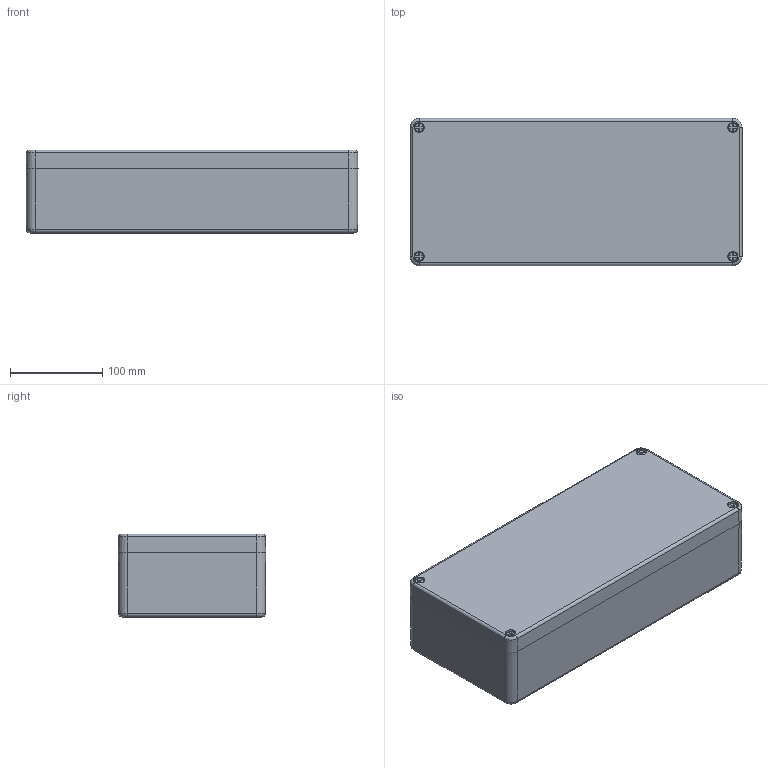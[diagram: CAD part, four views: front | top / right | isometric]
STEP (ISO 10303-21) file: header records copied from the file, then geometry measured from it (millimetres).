
FILE_DESCRIPTION( ( 'STEP AP203' ), ' ' );
FILE_NAME( 'CONTA-CLIP 4028.1.stp', '2018-02-07T15:21:52', ( '' ), ( '' ), ' ', 'PARTsolutions', ' ' );
FILE_SCHEMA( ( 'CONFIG_CONTROL_DESIGN' ) );
Length unit declared in the file: millimetre
Products named in the file (4): CONTA-CLIP 4028.1; _CONTA-CLIP 4028.1_H; _CONTA-CLIP 4028.1_C; _CONTA-CLIP 4028.1_S
Assembly tree (6 placements, depth 2):
  CONTA-CLIP 4028.1
    _CONTA-CLIP 4028.1_H
    _CONTA-CLIP 4028.1_C
    _CONTA-CLIP 4028.1_S  x4
Bounding box: 360 x 160 x 91 mm (x, y, z)
Volume: 1252022.7 mm3; surface area: 417683.1 mm2
Topology: 6 solids, 6 shells, 367 faces, 924 edges, 590 vertices
Faces by surface type: plane 177, cone 88, cylinder 74, torus 20, bspline 8
Full cylindrical faces by diameter (mm): 4.917 x10, 5.3 x4, 5.317 x4, 6 x4
Entity records: 8459 total; most frequent: CARTESIAN_POINT 1556, DIRECTION 1480, ORIENTED_EDGE 1268, EDGE_CURVE 634, AXIS2_PLACEMENT_3D 570, VERTEX_POINT 450, EDGE_LOOP 394, LINE 340
